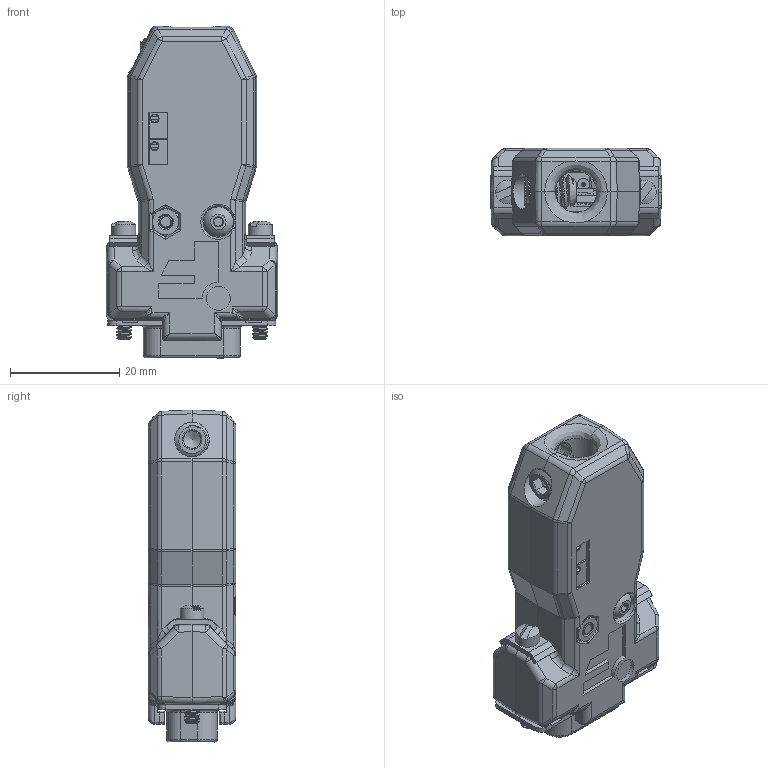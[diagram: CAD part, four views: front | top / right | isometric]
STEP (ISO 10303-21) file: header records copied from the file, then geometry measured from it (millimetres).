
FILE_DESCRIPTION(/* description */ (''),/* implementation_level */ '2;1');
FILE_NAME(/* name */ 'ICA105.stp',/* time_stamp */ '2023-02-15T10:31:15-08:00',/* author */ ('pratik'),/* organization */ (''),/* preprocessor_version */ 'ST-DEVELOPER v18.1',/* originating_system */ 'Autodesk Inventor 2022',/* authorisation */ '');
FILE_SCHEMA (('CONFIG_CONTROL_DESIGN'));
Products named in the file (1): ICA105
Bounding box: 31.43 x 16 x 60.87 mm (x, y, z)
Volume: 13575.4 mm3; surface area: 12607.8 mm2
Topology: 4 solids, 10 shells, 4494 faces, 11500 edges, 7048 vertices
Faces by surface type: plane 2407, cylinder 1063, bspline 681, sphere 205, cone 100, torus 38
Full cylindrical faces by diameter (mm): 0.263 x1, 0.387 x3, 0.711 x9, 1.003 x9, 1.016 x7, 1.524 x2, 1.626 x2, 1.905 x9, 2.02 x58, 2.184 x8, 2.286 x2, 2.311 x1, 2.7 x3, 2.845 x52, 3.048 x2, 3.81 x2, 4.366 x2, 4.425 x1, 4.7 x6, 5.41 x2, 6.35 x1, 20.193 x1
Entity records: 193144 total; most frequent: CARTESIAN_POINT 84681, ORIENTED_EDGE 22652, DIRECTION 19467, EDGE_CURVE 11328, LINE 7403, VECTOR 7403, VERTEX_POINT 7053, AXIS2_PLACEMENT_3D 6032
